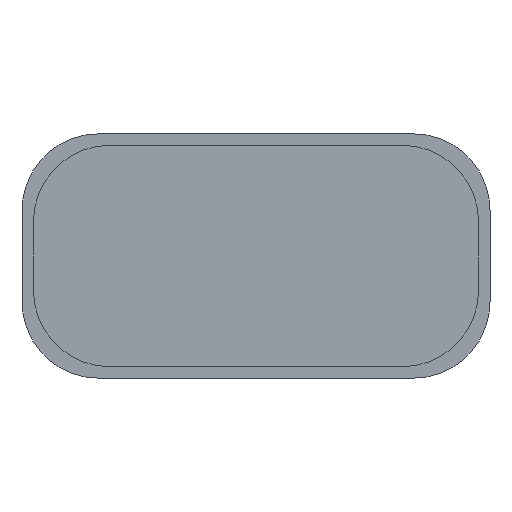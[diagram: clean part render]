
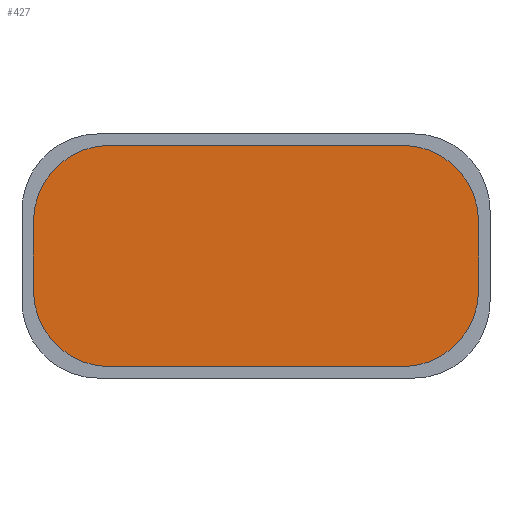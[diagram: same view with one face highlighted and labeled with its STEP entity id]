
A CAD part, front view. The second image highlights one B-rep face of the part: STEP entity #427.
In plain terms, the highlighted planar face has unit normal (0, -1, 0).
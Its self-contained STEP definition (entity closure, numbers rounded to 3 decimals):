
#23=PLANE('',#503);
#46=LINE('',#916,#82);
#47=LINE('',#920,#83);
#48=LINE('',#924,#84);
#49=LINE('',#928,#85);
#82=VECTOR('',#595,10.);
#83=VECTOR('',#598,10.);
#84=VECTOR('',#601,10.);
#85=VECTOR('',#604,10.);
#128=FACE_OUTER_BOUND('',#155,.T.);
#155=EDGE_LOOP('',(#338,#339,#340,#341,#342,#343,#344,#345));
#176=CIRCLE('',#504,10.);
#177=CIRCLE('',#505,10.);
#178=CIRCLE('',#506,10.);
#179=CIRCLE('',#507,10.);
#211=VERTEX_POINT('',#914);
#212=VERTEX_POINT('',#915);
#213=VERTEX_POINT('',#917);
#214=VERTEX_POINT('',#919);
#215=VERTEX_POINT('',#921);
#216=VERTEX_POINT('',#923);
#217=VERTEX_POINT('',#925);
#218=VERTEX_POINT('',#927);
#259=EDGE_CURVE('',#211,#212,#46,.T.);
#260=EDGE_CURVE('',#213,#211,#176,.T.);
#261=EDGE_CURVE('',#214,#213,#47,.T.);
#262=EDGE_CURVE('',#215,#214,#177,.T.);
#263=EDGE_CURVE('',#216,#215,#48,.T.);
#264=EDGE_CURVE('',#217,#216,#178,.T.);
#265=EDGE_CURVE('',#218,#217,#49,.T.);
#266=EDGE_CURVE('',#212,#218,#179,.T.);
#338=ORIENTED_EDGE('',*,*,#259,.F.);
#339=ORIENTED_EDGE('',*,*,#260,.F.);
#340=ORIENTED_EDGE('',*,*,#261,.F.);
#341=ORIENTED_EDGE('',*,*,#262,.F.);
#342=ORIENTED_EDGE('',*,*,#263,.F.);
#343=ORIENTED_EDGE('',*,*,#264,.F.);
#344=ORIENTED_EDGE('',*,*,#265,.F.);
#345=ORIENTED_EDGE('',*,*,#266,.F.);
#427=ADVANCED_FACE('',(#128),#23,.F.);
#503=AXIS2_PLACEMENT_3D('',#913,#593,#594);
#504=AXIS2_PLACEMENT_3D('',#918,#596,#597);
#505=AXIS2_PLACEMENT_3D('',#922,#599,#600);
#506=AXIS2_PLACEMENT_3D('',#926,#602,#603);
#507=AXIS2_PLACEMENT_3D('',#929,#605,#606);
#593=DIRECTION('center_axis',(0.,1.,0.));
#594=DIRECTION('ref_axis',(0.,0.,1.));
#595=DIRECTION('',(-1.,0.,0.));
#596=DIRECTION('center_axis',(0.,1.,0.));
#597=DIRECTION('ref_axis',(-1.,0.,0.));
#598=DIRECTION('',(0.,0.,-1.));
#599=DIRECTION('center_axis',(0.,1.,0.));
#600=DIRECTION('ref_axis',(0.,0.,-1.));
#601=DIRECTION('',(1.,0.,0.));
#602=DIRECTION('center_axis',(0.,1.,0.));
#603=DIRECTION('ref_axis',(1.,0.,0.));
#604=DIRECTION('',(0.,0.,1.));
#605=DIRECTION('center_axis',(0.,1.,0.));
#606=DIRECTION('ref_axis',(0.,0.,1.));
#913=CARTESIAN_POINT('Origin',(-25.56,86.3,-6.2));
#914=CARTESIAN_POINT('',(-6.4,86.3,-20.7));
#915=CARTESIAN_POINT('',(-44.72,86.3,-20.7));
#916=CARTESIAN_POINT('',(-35.14,86.3,-20.7));
#917=CARTESIAN_POINT('',(3.6,86.3,-10.7));
#918=CARTESIAN_POINT('Origin',(-6.4,86.3,-10.7));
#919=CARTESIAN_POINT('',(3.6,86.3,-1.7));
#920=CARTESIAN_POINT('',(3.6,86.3,-8.45));
#921=CARTESIAN_POINT('',(-6.4,86.3,8.3));
#922=CARTESIAN_POINT('Origin',(-6.4,86.3,-1.7));
#923=CARTESIAN_POINT('',(-44.72,86.3,8.3));
#924=CARTESIAN_POINT('',(-15.98,86.3,8.3));
#925=CARTESIAN_POINT('',(-54.72,86.3,-1.7));
#926=CARTESIAN_POINT('Origin',(-44.72,86.3,-1.7));
#927=CARTESIAN_POINT('',(-54.72,86.3,-10.7));
#928=CARTESIAN_POINT('',(-54.72,86.3,-3.95));
#929=CARTESIAN_POINT('Origin',(-44.72,86.3,-10.7));
